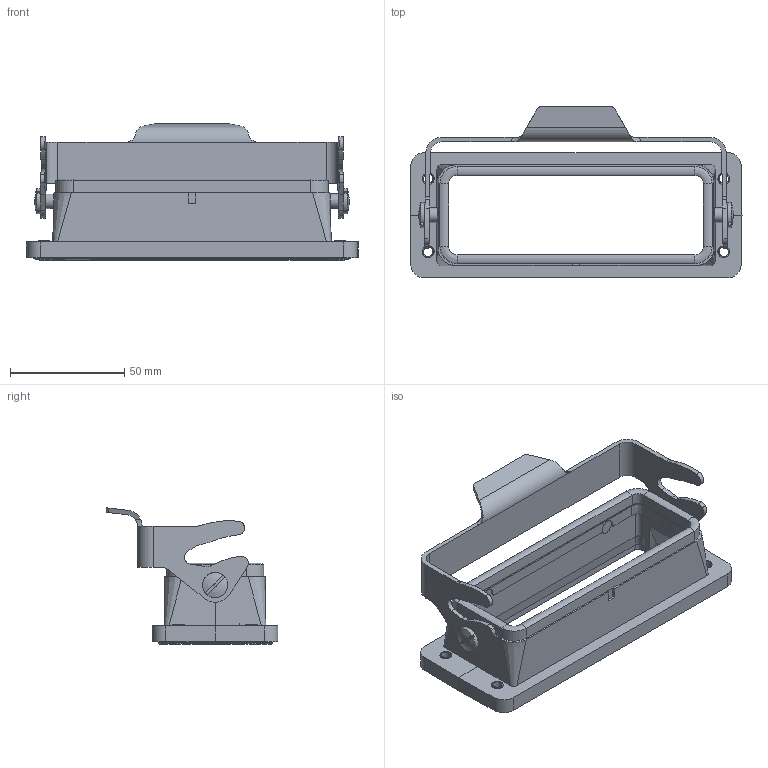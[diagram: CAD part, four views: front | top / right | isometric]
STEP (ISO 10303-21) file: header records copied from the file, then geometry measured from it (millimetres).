
FILE_DESCRIPTION(/* description */ (''),/* implementation_level */ '2;1');
FILE_NAME(/* name */ '100947217ugm000_a.stp',/* time_stamp */ '2022-03-12T12:14:29+01:00',/* author */ (''),/* organization */ (''),/* preprocessor_version */ 'ST-DEVELOPER v16.7',/* originating_system */ 'SIEMENS PLM Software NX 1911',/* authorisation */ '');
FILE_SCHEMA (('AUTOMOTIVE_DESIGN { 1 0 10303 214 3 1 1 1 }'));
Length unit declared in the file: millimetre
Products named in the file (1): 100947217ugm000_a
Bounding box: 145.6 x 75.3 x 59.79 mm (x, y, z)
Volume: 52777 mm3; surface area: 41990.6 mm2
Topology: 2 solids, 2 shells, 576 faces, 1613 edges, 1067 vertices
Faces by surface type: plane 397, cylinder 124, bspline 39, cone 8, torus 4, sphere 4
Full cylindrical faces by diameter (mm): 4.1 x4, 6.5 x2, 7.1 x2, 11 x2
Entity records: 27136 total; most frequent: CARTESIAN_POINT 8540, ORIENTED_EDGE 3164, DIRECTION 2798, EDGE_CURVE 1582, LINE 1138, VECTOR 1138, VERTEX_POINT 1051, AXIS2_PLACEMENT_3D 830
